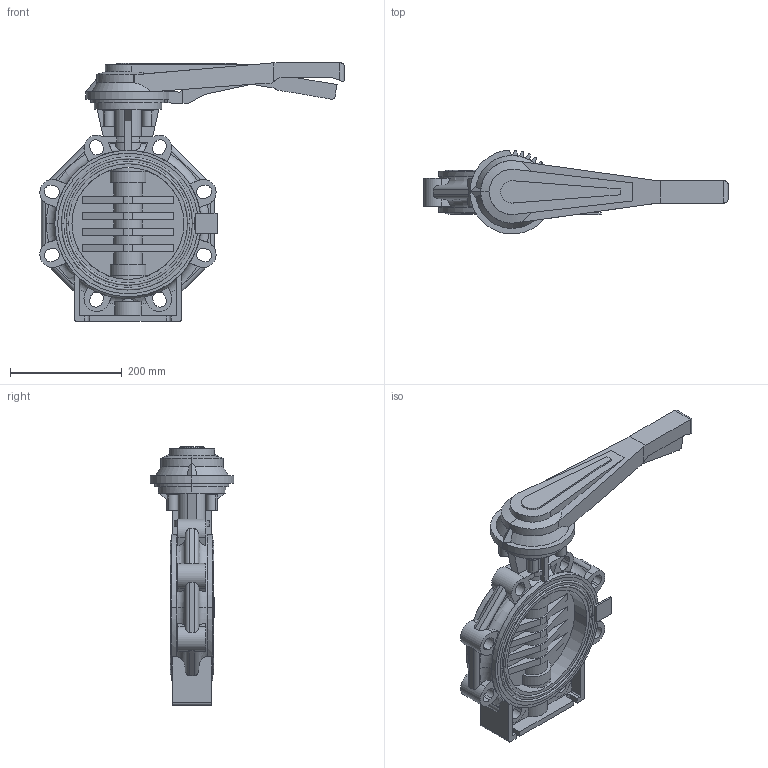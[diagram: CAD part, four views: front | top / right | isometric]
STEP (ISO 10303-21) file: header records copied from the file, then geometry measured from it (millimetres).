
FILE_DESCRIPTION(('STEP AP214'),'1');
FILE_NAME('cctmp_02856C3E-A9DD-4FCF-B7F6-6C898F1DD9D6_2018_12_7_13_32_17_495..stp','2018-12-07T12:32:18',('Praher Valves GmbH'),('CADClick - www.CADClick.com'),'Spatial InterOp 3D',' ','unknown authorization');
FILE_SCHEMA(('AUTOMOTIVE_DESIGN'));
Length unit declared in the file: millimetre
Products named in the file (1): 1
Bounding box: 543.33 x 149.74 x 462.28 mm (x, y, z)
Volume: 5471305 mm3; surface area: 682749.2 mm2
Topology: 2 solids, 3 shells, 595 faces, 1732 edges, 1143 vertices
Faces by surface type: plane 354, cylinder 217, torus 18, cone 6
Entity records: 27651 total; most frequent: CARTESIAN_POINT 6731, ORIENTED_EDGE 3464, DIRECTION 3381, EDGE_CURVE 1732, AXIS2_PLACEMENT_3D 1163, VERTEX_POINT 1143, LINE 1055, VECTOR 1055
